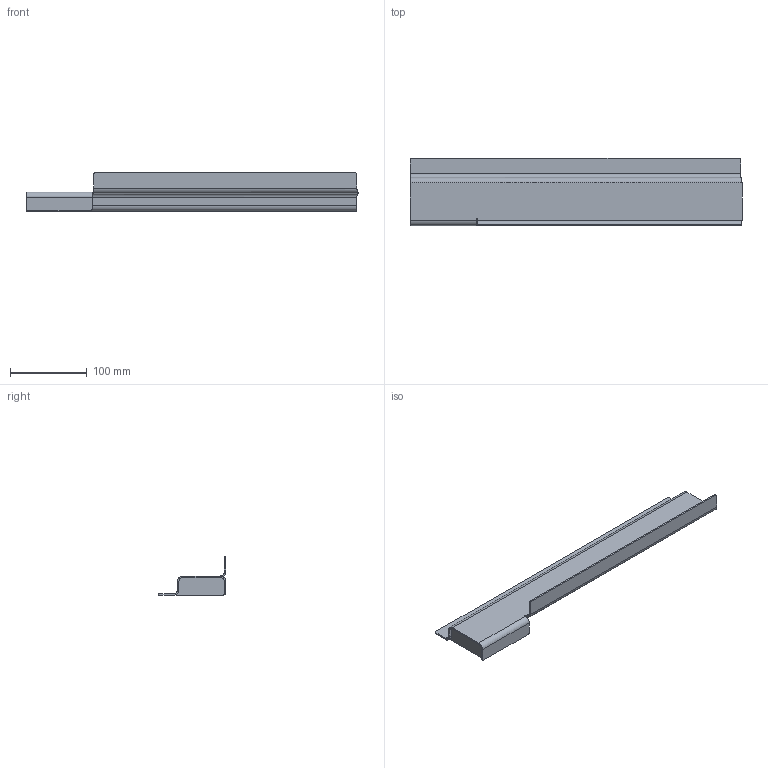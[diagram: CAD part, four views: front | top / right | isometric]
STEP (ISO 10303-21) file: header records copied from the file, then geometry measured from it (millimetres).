
FILE_DESCRIPTION(('CATIA V5 STEP Exchange'),'2;1');
FILE_NAME('AA00001184716_A1_ASSY ZEE HVAC.stp','2017-08-21T09:28:33+00:00',('none'),('none'),'CATIA Version 5 Release 19 SP 9 (IN-10)','CATIA V5 STEP AP203','none');
FILE_SCHEMA(('CONFIG_CONTROL_DESIGN'));
Length unit declared in the file: millimetre
Products named in the file (3): AA00001184716; AA00001117911; AA00001184463
Assembly tree (4 placements, depth 3):
  AA00001184716
    AA00001117911
      #66
    AA00001184463
      #1474
Bounding box: 432.5 x 88 x 50 mm (x, y, z)
Volume: 112922.4 mm3; surface area: 115589.8 mm2
Topology: 2 solids, 2 shells, 59 faces, 133 edges, 78 vertices
Faces by surface type: plane 37, cylinder 20, bspline 2
Entity records: 1814 total; most frequent: CARTESIAN_POINT 424, ORIENTED_EDGE 266, DIRECTION 253, EDGE_CURVE 133, AXIS2_PLACEMENT_3D 96, VECTOR 92, LINE 92, VERTEX_POINT 78
